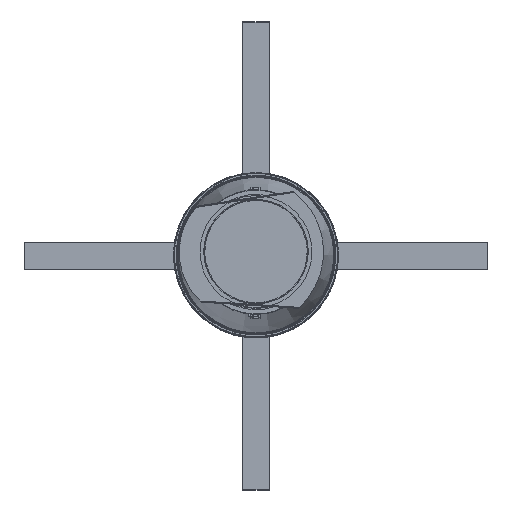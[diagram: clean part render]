
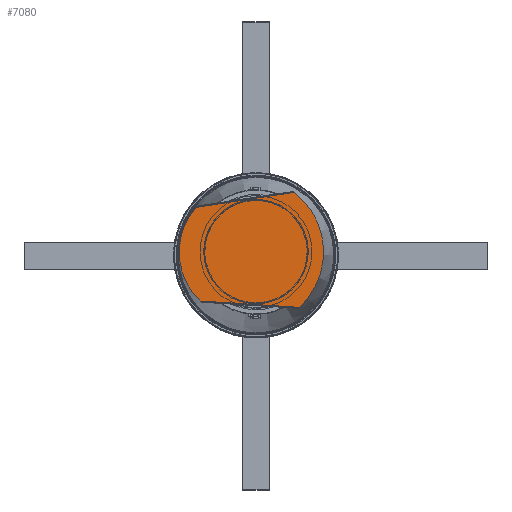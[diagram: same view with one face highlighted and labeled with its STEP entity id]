
A CAD part, top view. The second image highlights one B-rep face of the part: STEP entity #7080.
In plain terms, the highlighted face is planar.
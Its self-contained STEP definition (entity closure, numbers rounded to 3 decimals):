
#6480=CARTESIAN_POINT('',(108.72,-95.072,0.));
#6481=VERTEX_POINT('',#6480);
#6492=CARTESIAN_POINT('',(88.609,91.261,0.));
#6493=VERTEX_POINT('',#6492);
#6494=CARTESIAN_POINT('',(88.609,91.261,0.0));
#6495=DIRECTION('',(0.107,-0.994,0.0));
#6496=VECTOR('',#6495,187.416);
#6497=LINE('',#6494,#6496);
#6498=EDGE_CURVE('',#6493,#6481,#6497,.T.);
#6776=CARTESIAN_POINT('',(-88.609,91.261,0.));
#6777=VERTEX_POINT('',#6776);
#6788=CARTESIAN_POINT('',(-108.72,-95.072,0.));
#6789=VERTEX_POINT('',#6788);
#6790=CARTESIAN_POINT('',(-108.72,-95.072,0.0));
#6791=DIRECTION('',(0.107,0.994,0.0));
#6792=VECTOR('',#6791,187.416);
#6793=LINE('',#6790,#6792);
#6794=EDGE_CURVE('',#6789,#6777,#6793,.T.);
#7057=CARTESIAN_POINT('',(0.,-11.557,0.0));
#7058=DIRECTION('',(0.0,0.0,1.0));
#7059=DIRECTION('',(1.0,0.0,0.0));
#7060=AXIS2_PLACEMENT_3D('',#7057,#7058,#7059);
#7061=PLANE('',#7060);
#7062=ORIENTED_EDGE('',*,*,#6794,.T.);
#7063=CARTESIAN_POINT('',(0.,0.002,0.0));
#7064=DIRECTION('',(0.0,0.0,1.0));
#7065=DIRECTION('',(0.714,0.7,0.0));
#7066=AXIS2_PLACEMENT_3D('',#7063,#7064,#7065);
#7067=CIRCLE('',#7066,127.2);
#7068=EDGE_CURVE('',#6493,#6777,#7067,.T.);
#7069=ORIENTED_EDGE('',*,*,#7068,.F.);
#7070=ORIENTED_EDGE('',*,*,#6498,.T.);
#7071=CARTESIAN_POINT('',(0.,-3.106,0.0));
#7072=DIRECTION('',(0.0,0.0,1.0));
#7073=DIRECTION('',(-0.776,-0.631,0.0));
#7074=AXIS2_PLACEMENT_3D('',#7071,#7072,#7073);
#7075=CIRCLE('',#7074,142.4);
#7076=EDGE_CURVE('',#6789,#6481,#7075,.T.);
#7077=ORIENTED_EDGE('',*,*,#7076,.F.);
#7078=EDGE_LOOP('',(#7062,#7069,#7070,#7077));
#7079=FACE_OUTER_BOUND('',#7078,.T.);
#7080=ADVANCED_FACE('',(#7079),#7061,.F.);
